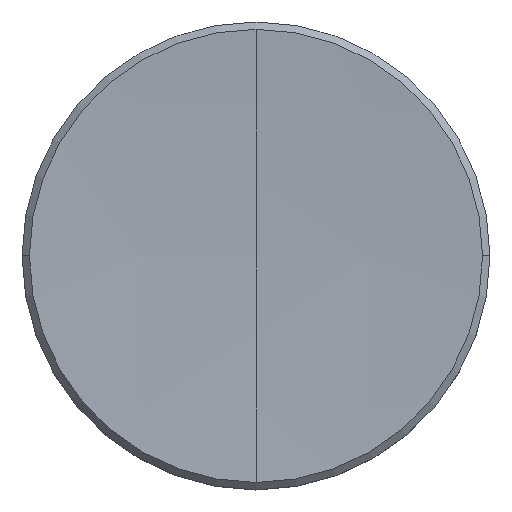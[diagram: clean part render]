
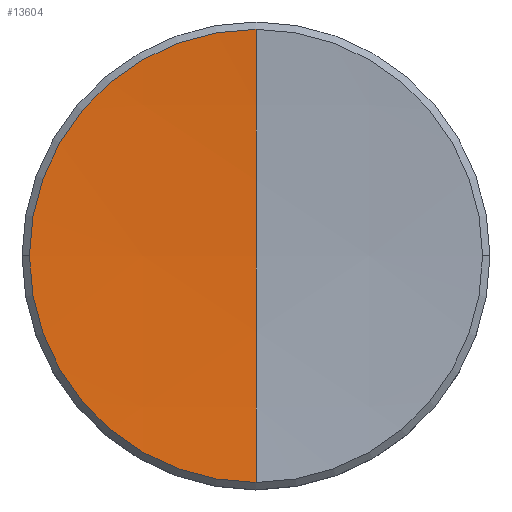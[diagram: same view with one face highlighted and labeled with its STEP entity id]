
A CAD part, top view. The second image highlights one B-rep face of the part: STEP entity #13604.
In plain terms, the highlighted spherical face has radius 100 mm.
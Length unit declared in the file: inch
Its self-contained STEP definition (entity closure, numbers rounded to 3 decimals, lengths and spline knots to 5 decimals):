
#13291 = CIRCLE ( 'NONE', #13308, 0.24213 ) ;
#13308 = AXIS2_PLACEMENT_3D ( 'NONE', #13349, #13348, #13347 ) ;
#13347 = DIRECTION ( 'NONE',  ( 1., 0., 0. ) ) ;
#13348 = DIRECTION ( 'NONE',  ( 0., 0., 1. ) ) ;
#13349 = CARTESIAN_POINT ( 'NONE',  ( 0., 0., 0.06651 ) ) ;
#13362 = CARTESIAN_POINT ( 'NONE',  ( -0.24213, 0., 0.06651 ) ) ;
#13366 = CARTESIAN_POINT ( 'NONE',  ( 0., 0.24213, 0.06651 ) ) ;
#13604 = ADVANCED_FACE ( 'NONE', ( #17567 ), #17577, .F. ) ;
#13605 = EDGE_CURVE ( 'NONE', #18909, #13609, #17553, .T. ) ;
#13606 = VERTEX_POINT ( 'NONE', #17586 ) ;
#13607 = ORIENTED_EDGE ( 'NONE', *, *, #18878, .T. ) ;
#13608 = EDGE_CURVE ( 'NONE', #13609, #13606, #17551, .T. ) ;
#13609 = VERTEX_POINT ( 'NONE', #17580 ) ;
#13610 = EDGE_CURVE ( 'NONE', #18905, #13606, #17587, .T. ) ;
#17548 = CARTESIAN_POINT ( 'NONE',  ( 0., 0., 3.99606 ) ) ;
#17551 = CIRCLE ( 'NONE', #17581, 3.93701 ) ;
#17553 = CIRCLE ( 'NONE', #17585, 0.24213 ) ;
#17558 = AXIS2_PLACEMENT_3D ( 'NONE', #17548, #17592, #17588 ) ;
#17567 = FACE_OUTER_BOUND ( 'NONE', #18882, .T. ) ;
#17577 = SPHERICAL_SURFACE ( 'NONE', #17558, 3.93701 ) ;
#17580 = CARTESIAN_POINT ( 'NONE',  ( 0., -0.24213, 0.06651 ) ) ;
#17581 = AXIS2_PLACEMENT_3D ( 'NONE', #17590, #17622, #17621 ) ;
#17583 = DIRECTION ( 'NONE',  ( 1., 0., 0. ) ) ;
#17584 = DIRECTION ( 'NONE',  ( 0., 0., 1. ) ) ;
#17585 = AXIS2_PLACEMENT_3D ( 'NONE', #17589, #17584, #17583 ) ;
#17586 = CARTESIAN_POINT ( 'NONE',  ( 0., 0., 0.05906 ) ) ;
#17587 = CIRCLE ( 'NONE', #17623, 3.93701 ) ;
#17588 = DIRECTION ( 'NONE',  ( 0., 1., 0. ) ) ;
#17589 = CARTESIAN_POINT ( 'NONE',  ( 0., 0., 0.06651 ) ) ;
#17590 = CARTESIAN_POINT ( 'NONE',  ( 0., 0., 3.99606 ) ) ;
#17592 = DIRECTION ( 'NONE',  ( 1., 0., 0. ) ) ;
#17613 = DIRECTION ( 'NONE',  ( 0., 0., 1. ) ) ;
#17614 = DIRECTION ( 'NONE',  ( -1., 0., 0. ) ) ;
#17615 = CARTESIAN_POINT ( 'NONE',  ( 0., 0., 3.99606 ) ) ;
#17621 = DIRECTION ( 'NONE',  ( 0., 1., 0. ) ) ;
#17622 = DIRECTION ( 'NONE',  ( 1., 0., 0. ) ) ;
#17623 = AXIS2_PLACEMENT_3D ( 'NONE', #17615, #17614, #17613 ) ;
#18868 = ORIENTED_EDGE ( 'NONE', *, *, #13605, .T. ) ;
#18878 = EDGE_CURVE ( 'NONE', #18905, #18909, #13291, .T. ) ;
#18882 = EDGE_LOOP ( 'NONE', ( #13607, #18868, #18883, #18889 ) ) ;
#18883 = ORIENTED_EDGE ( 'NONE', *, *, #13608, .T. ) ;
#18889 = ORIENTED_EDGE ( 'NONE', *, *, #13610, .F. ) ;
#18905 = VERTEX_POINT ( 'NONE', #13366 ) ;
#18909 = VERTEX_POINT ( 'NONE', #13362 ) ;
